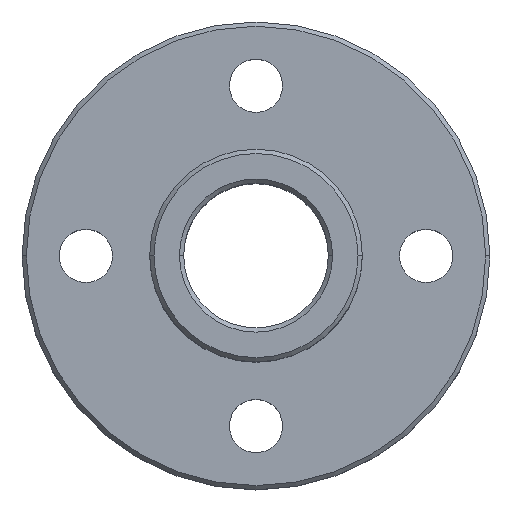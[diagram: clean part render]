
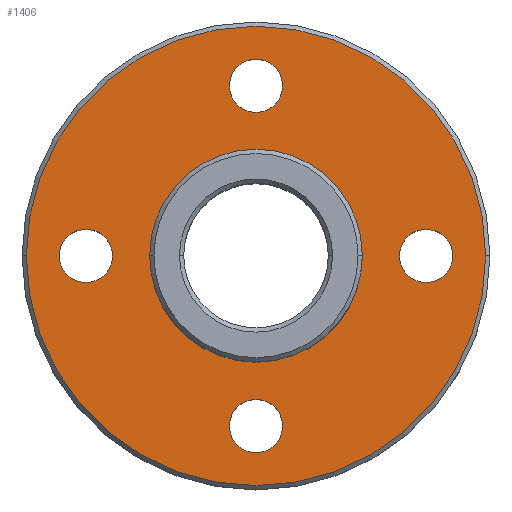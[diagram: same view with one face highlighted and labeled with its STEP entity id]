
A CAD part, top view. The second image highlights one B-rep face of the part: STEP entity #1406.
In plain terms, the highlighted planar face has unit normal (0, 0, 1).
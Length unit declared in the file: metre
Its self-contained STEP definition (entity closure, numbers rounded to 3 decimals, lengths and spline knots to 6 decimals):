
#6 = EDGE_LOOP ( 'NONE', ( #715, #1068 ) ) ;
#7 = DIRECTION ( 'NONE',  ( -1., 0., 0. ) ) ;
#25 = ORIENTED_EDGE ( 'NONE', *, *, #964, .F. ) ;
#33 = CIRCLE ( 'NONE', #1398, 0.0108 ) ;
#42 = ORIENTED_EDGE ( 'NONE', *, *, #52, .F. ) ;
#44 = FACE_BOUND ( 'NONE', #1274, .T. ) ;
#47 = VERTEX_POINT ( 'NONE', #367 ) ;
#52 = EDGE_CURVE ( 'NONE', #1059, #589, #970, .T. ) ;
#58 = DIRECTION ( 'NONE',  ( 0., -1., 0. ) ) ;
#61 = AXIS2_PLACEMENT_3D ( 'NONE', #1210, #345, #801 ) ;
#67 = DIRECTION ( 'NONE',  ( -1., 0., 0. ) ) ;
#92 = DIRECTION ( 'NONE',  ( 1., 0., 0. ) ) ;
#105 = AXIS2_PLACEMENT_3D ( 'NONE', #1379, #955, #390 ) ;
#119 = CARTESIAN_POINT ( 'NONE',  ( -0.008, 0., 0. ) ) ;
#135 = CIRCLE ( 'NONE', #480, 0.00125 ) ;
#141 = EDGE_LOOP ( 'NONE', ( #520, #1001 ) ) ;
#171 = DIRECTION ( 'NONE',  ( -1., 0., 0. ) ) ;
#173 = ORIENTED_EDGE ( 'NONE', *, *, #961, .F. ) ;
#181 = CARTESIAN_POINT ( 'NONE',  ( 0., 0., 0. ) ) ;
#184 = AXIS2_PLACEMENT_3D ( 'NONE', #1184, #1392, #533 ) ;
#228 = AXIS2_PLACEMENT_3D ( 'NONE', #1088, #1190, #633 ) ;
#234 = CARTESIAN_POINT ( 'NONE',  ( 0.00925, 0., 0. ) ) ;
#260 = VERTEX_POINT ( 'NONE', #1022 ) ;
#266 = CARTESIAN_POINT ( 'NONE',  ( -0.00125, 0.008, 0. ) ) ;
#267 = CARTESIAN_POINT ( 'NONE',  ( 0., 0.008, 0. ) ) ;
#279 = PLANE ( 'NONE',  #1032 ) ;
#284 = DIRECTION ( 'NONE',  ( -1., 0., 0. ) ) ;
#285 = FACE_OUTER_BOUND ( 'NONE', #297, .T. ) ;
#297 = EDGE_LOOP ( 'NONE', ( #1282, #920 ) ) ;
#305 = AXIS2_PLACEMENT_3D ( 'NONE', #918, #703, #361 ) ;
#331 = CIRCLE ( 'NONE', #438, 0.00125 ) ;
#345 = DIRECTION ( 'NONE',  ( 0., 0., 1. ) ) ;
#361 = DIRECTION ( 'NONE',  ( 1., 0., 0. ) ) ;
#364 = CARTESIAN_POINT ( 'NONE',  ( 0.00675, 0., 0. ) ) ;
#367 = CARTESIAN_POINT ( 'NONE',  ( 0.005, 0., 0. ) ) ;
#377 = VERTEX_POINT ( 'NONE', #530 ) ;
#390 = DIRECTION ( 'NONE',  ( -1., 0., 0. ) ) ;
#396 = ORIENTED_EDGE ( 'NONE', *, *, #895, .F. ) ;
#421 = EDGE_CURVE ( 'NONE', #1008, #1137, #759, .T. ) ;
#438 = AXIS2_PLACEMENT_3D ( 'NONE', #267, #721, #171 ) ;
#442 = CARTESIAN_POINT ( 'NONE',  ( -0.00675, 0., 0. ) ) ;
#458 = CARTESIAN_POINT ( 'NONE',  ( -0.0108, 0., 0. ) ) ;
#461 = ORIENTED_EDGE ( 'NONE', *, *, #835, .F. ) ;
#477 = CARTESIAN_POINT ( 'NONE',  ( -0.00125, -0.008, 0. ) ) ;
#480 = AXIS2_PLACEMENT_3D ( 'NONE', #119, #1010, #7 ) ;
#482 = EDGE_CURVE ( 'NONE', #1137, #1008, #1196, .T. ) ;
#504 = AXIS2_PLACEMENT_3D ( 'NONE', #980, #631, #1207 ) ;
#520 = ORIENTED_EDGE ( 'NONE', *, *, #482, .F. ) ;
#529 = CIRCLE ( 'NONE', #971, 0.0108 ) ;
#530 = CARTESIAN_POINT ( 'NONE',  ( 0.00125, 0.008, 0. ) ) ;
#533 = DIRECTION ( 'NONE',  ( -1., 0., 0. ) ) ;
#540 = VERTEX_POINT ( 'NONE', #458 ) ;
#589 = VERTEX_POINT ( 'NONE', #364 ) ;
#595 = VERTEX_POINT ( 'NONE', #827 ) ;
#631 = DIRECTION ( 'NONE',  ( 0., 0., 1. ) ) ;
#633 = DIRECTION ( 'NONE',  ( -1., 0., 0. ) ) ;
#637 = CIRCLE ( 'NONE', #61, 0.00125 ) ;
#639 = EDGE_CURVE ( 'NONE', #540, #260, #33, .T. ) ;
#651 = CARTESIAN_POINT ( 'NONE',  ( -0.005, 0., 0. ) ) ;
#703 = DIRECTION ( 'NONE',  ( 0., 0., 1. ) ) ;
#705 = CIRCLE ( 'NONE', #305, 0.005 ) ;
#715 = ORIENTED_EDGE ( 'NONE', *, *, #1163, .F. ) ;
#716 = DIRECTION ( 'NONE',  ( 0., 0., 1. ) ) ;
#721 = DIRECTION ( 'NONE',  ( 0., 0., 1. ) ) ;
#741 = EDGE_LOOP ( 'NONE', ( #173, #42 ) ) ;
#759 = CIRCLE ( 'NONE', #972, 0.00125 ) ;
#764 = CIRCLE ( 'NONE', #184, 0.00125 ) ;
#780 = DIRECTION ( 'NONE',  ( 0., 0., 1. ) ) ;
#801 = DIRECTION ( 'NONE',  ( -1., 0., 0. ) ) ;
#823 = DIRECTION ( 'NONE',  ( 0., 0., -1. ) ) ;
#827 = CARTESIAN_POINT ( 'NONE',  ( -0.00925, 0., 0. ) ) ;
#835 = EDGE_CURVE ( 'NONE', #377, #1233, #637, .T. ) ;
#836 = VERTEX_POINT ( 'NONE', #651 ) ;
#846 = CARTESIAN_POINT ( 'NONE',  ( 0., 0., 0. ) ) ;
#882 = CIRCLE ( 'NONE', #228, 0.00125 ) ;
#884 = CARTESIAN_POINT ( 'NONE',  ( 0., 0., 0. ) ) ;
#895 = EDGE_CURVE ( 'NONE', #1233, #377, #331, .T. ) ;
#918 = CARTESIAN_POINT ( 'NONE',  ( 0., 0., 0. ) ) ;
#920 = ORIENTED_EDGE ( 'NONE', *, *, #1024, .T. ) ;
#955 = DIRECTION ( 'NONE',  ( 0., 0., 1. ) ) ;
#961 = EDGE_CURVE ( 'NONE', #589, #1059, #764, .T. ) ;
#964 = EDGE_CURVE ( 'NONE', #1064, #595, #882, .T. ) ;
#970 = CIRCLE ( 'NONE', #105, 0.00125 ) ;
#971 = AXIS2_PLACEMENT_3D ( 'NONE', #846, #1197, #67 ) ;
#972 = AXIS2_PLACEMENT_3D ( 'NONE', #1304, #975, #1192 ) ;
#975 = DIRECTION ( 'NONE',  ( 0., 0., 1. ) ) ;
#980 = CARTESIAN_POINT ( 'NONE',  ( 0., -0.008, 0. ) ) ;
#1001 = ORIENTED_EDGE ( 'NONE', *, *, #421, .F. ) ;
#1008 = VERTEX_POINT ( 'NONE', #1063 ) ;
#1010 = DIRECTION ( 'NONE',  ( 0., 0., 1. ) ) ;
#1017 = EDGE_LOOP ( 'NONE', ( #396, #461 ) ) ;
#1022 = CARTESIAN_POINT ( 'NONE',  ( 0.0108, 0., 0. ) ) ;
#1024 = EDGE_CURVE ( 'NONE', #260, #540, #529, .T. ) ;
#1032 = AXIS2_PLACEMENT_3D ( 'NONE', #1389, #823, #58 ) ;
#1035 = FACE_BOUND ( 'NONE', #141, .T. ) ;
#1059 = VERTEX_POINT ( 'NONE', #234 ) ;
#1063 = CARTESIAN_POINT ( 'NONE',  ( 0.00125, -0.008, 0. ) ) ;
#1064 = VERTEX_POINT ( 'NONE', #442 ) ;
#1067 = EDGE_CURVE ( 'NONE', #595, #1064, #135, .T. ) ;
#1068 = ORIENTED_EDGE ( 'NONE', *, *, #1296, .F. ) ;
#1088 = CARTESIAN_POINT ( 'NONE',  ( -0.008, 0., 0. ) ) ;
#1137 = VERTEX_POINT ( 'NONE', #477 ) ;
#1148 = CIRCLE ( 'NONE', #1395, 0.005 ) ;
#1163 = EDGE_CURVE ( 'NONE', #47, #836, #705, .T. ) ;
#1164 = FACE_BOUND ( 'NONE', #741, .T. ) ;
#1183 = ORIENTED_EDGE ( 'NONE', *, *, #1067, .F. ) ;
#1184 = CARTESIAN_POINT ( 'NONE',  ( 0.008, 0., 0. ) ) ;
#1190 = DIRECTION ( 'NONE',  ( 0., 0., 1. ) ) ;
#1192 = DIRECTION ( 'NONE',  ( -1., 0., 0. ) ) ;
#1196 = CIRCLE ( 'NONE', #504, 0.00125 ) ;
#1197 = DIRECTION ( 'NONE',  ( 0., 0., 1. ) ) ;
#1207 = DIRECTION ( 'NONE',  ( -1., 0., 0. ) ) ;
#1210 = CARTESIAN_POINT ( 'NONE',  ( 0., 0.008, 0. ) ) ;
#1233 = VERTEX_POINT ( 'NONE', #266 ) ;
#1264 = FACE_BOUND ( 'NONE', #6, .T. ) ;
#1274 = EDGE_LOOP ( 'NONE', ( #1183, #25 ) ) ;
#1282 = ORIENTED_EDGE ( 'NONE', *, *, #639, .T. ) ;
#1296 = EDGE_CURVE ( 'NONE', #836, #47, #1148, .T. ) ;
#1304 = CARTESIAN_POINT ( 'NONE',  ( 0., -0.008, 0. ) ) ;
#1359 = FACE_BOUND ( 'NONE', #1017, .T. ) ;
#1379 = CARTESIAN_POINT ( 'NONE',  ( 0.008, 0., 0. ) ) ;
#1389 = CARTESIAN_POINT ( 'NONE',  ( 0.011, 0., 0. ) ) ;
#1392 = DIRECTION ( 'NONE',  ( 0., 0., 1. ) ) ;
#1395 = AXIS2_PLACEMENT_3D ( 'NONE', #884, #780, #92 ) ;
#1398 = AXIS2_PLACEMENT_3D ( 'NONE', #181, #716, #284 ) ;
#1406 = ADVANCED_FACE ( 'NONE', ( #1164, #44, #1035, #1359, #1264, #285 ), #279, .F. ) ;
